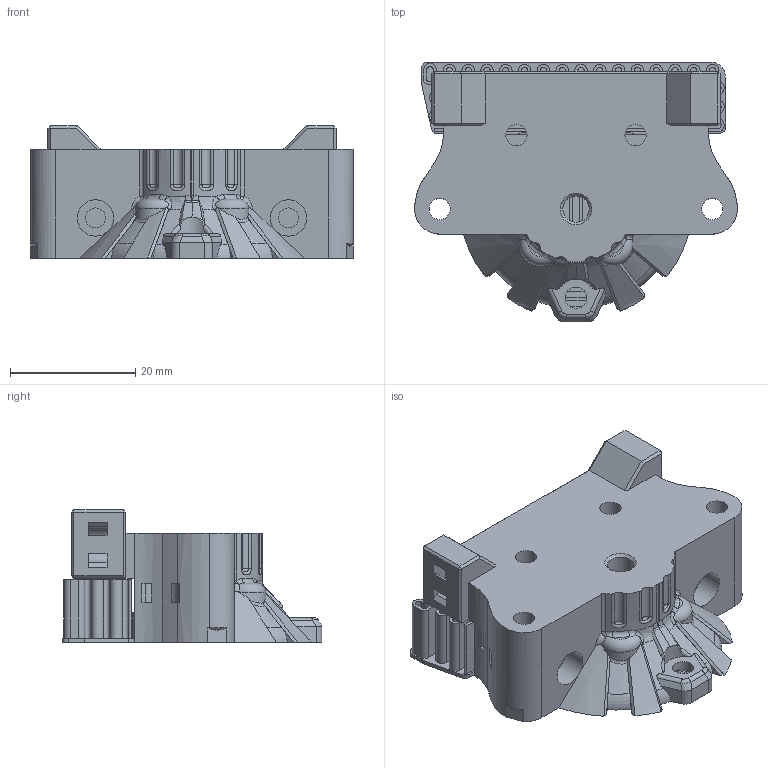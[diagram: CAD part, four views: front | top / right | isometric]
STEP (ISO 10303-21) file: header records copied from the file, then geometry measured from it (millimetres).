
FILE_DESCRIPTION(/* description */ (''),/* implementation_level */ '2;1');
FILE_NAME(/* name */ 'Xol Extruder Mount - Papilio-Lite.step',/* time_stamp */ '2023-10-21T10:57:46+02:00',/* author */ (''),/* organization */ (''),/* preprocessor_version */ 'ST-DEVELOPER v20',/* originating_system */ 'Autodesk Translation Framework v12.14.0.127',/* authorisation */ '');
FILE_SCHEMA (('AUTOMOTIVE_DESIGN { 1 0 10303 214 3 1 1 }'));
Length unit declared in the file: millimetre
Products named in the file (1): Sherpa-Mini
Bounding box: 51.5 x 41.48 x 21.18 mm (x, y, z)
Volume: 17057.2 mm3; surface area: 18591.4 mm2
Topology: 1 solids, 1 shells, 601 faces, 1688 edges, 1087 vertices
Faces by surface type: plane 329, cylinder 194, bspline 44, cone 24, torus 8, sphere 2
Full cylindrical faces by diameter (mm): 3.2 x2, 3.4 x5, 4.2 x1, 4.7 x4, 4.9 x4, 5.8 x2, 6 x2
Entity records: 21903 total; most frequent: CARTESIAN_POINT 6311, ORIENTED_EDGE 3376, DIRECTION 3189, EDGE_CURVE 1688, VERTEX_POINT 1087, AXIS2_PLACEMENT_3D 1085, LINE 1019, VECTOR 1019
